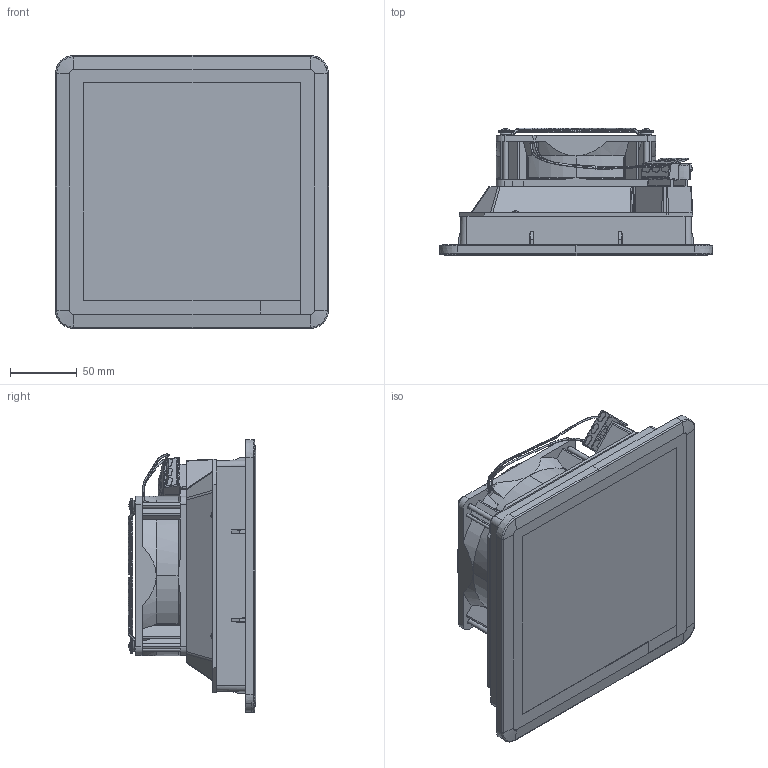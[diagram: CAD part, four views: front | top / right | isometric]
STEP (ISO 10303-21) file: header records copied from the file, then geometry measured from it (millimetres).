
FILE_DESCRIPTION (( 'STEP AP214' ), '1' );
FILE_NAME ('FF13PDxxyN (p.c.).STEP', '2022-03-02T15:11:08', ( '' ), ( '' ), 'SwSTEP 2.0', 'SolidWorks 2021', '' );
FILE_SCHEMA (( 'AUTOMOTIVE_DESIGN' ));
Length unit declared in the file: inch
Products named in the file (1): FF13PDxxyN (p.c.)
Bounding box: 203.91 x 95.3 x 203.89 mm (x, y, z)
Volume: 1911319.2 mm3; surface area: 165322.8 mm2
Topology: 7 solids, 7 shells, 1102 faces, 3119 edges, 2041 vertices
Faces by surface type: plane 524, cylinder 306, bspline 144, cone 61, sphere 38, torus 29
Entity records: 64125 total; most frequent: CARTESIAN_POINT 37517, ORIENTED_EDGE 6208, DIRECTION 4658, EDGE_CURVE 3104, VERTEX_POINT 2037, AXIS2_PLACEMENT_3D 1595, LINE 1468, VECTOR 1468
